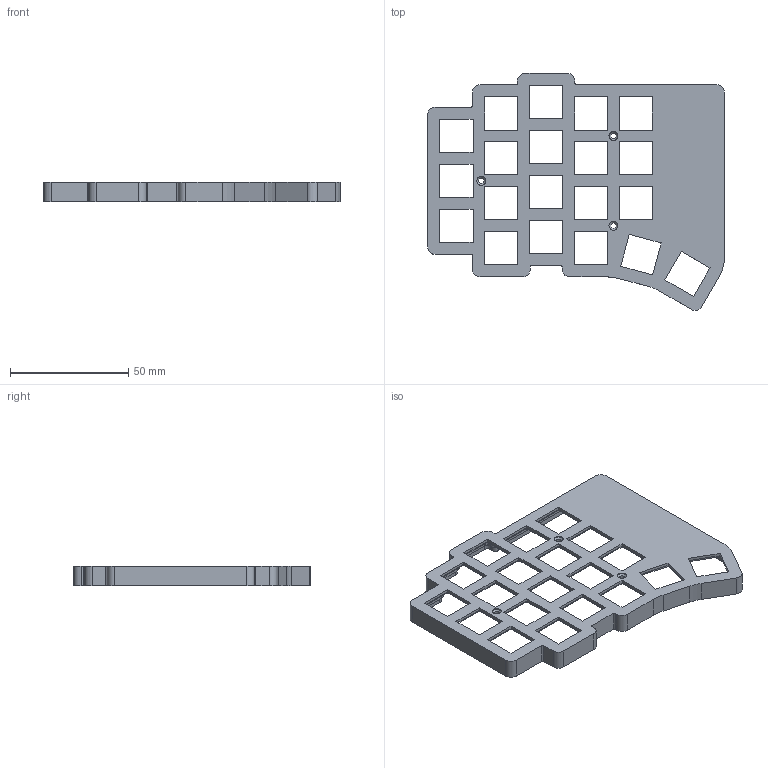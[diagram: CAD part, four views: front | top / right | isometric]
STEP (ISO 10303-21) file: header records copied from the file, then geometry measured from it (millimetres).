
FILE_DESCRIPTION(('FreeCAD Model'),'2;1');
FILE_NAME('Open CASCADE Shape Model','2025-09-25T15:28:15',(''),(''), 'Open CASCADE STEP processor 7.8','FreeCAD','Unknown');
FILE_SCHEMA(('AUTOMOTIVE_DESIGN { 1 0 10303 214 1 1 1 1 }'));
Length unit declared in the file: millimetre
Products named in the file (1): Top-Left
Bounding box: 125.65 x 100.38 x 8.3 mm (x, y, z)
Volume: 17201.1 mm3; surface area: 21222.5 mm2
Topology: 1 solids, 1 shells, 424 faces, 1183 edges, 785 vertices
Faces by surface type: plane 266, cylinder 153, cone 5
Full cylindrical faces by diameter (mm): 2.4 x3, 3.8 x3
Entity records: 13728 total; most frequent: CARTESIAN_POINT 2393, ORIENTED_EDGE 2366, DIRECTION 2346, EDGE_CURVE 1183, LINE 870, VECTOR 870, VERTEX_POINT 785, AXIS2_PLACEMENT_3D 738
